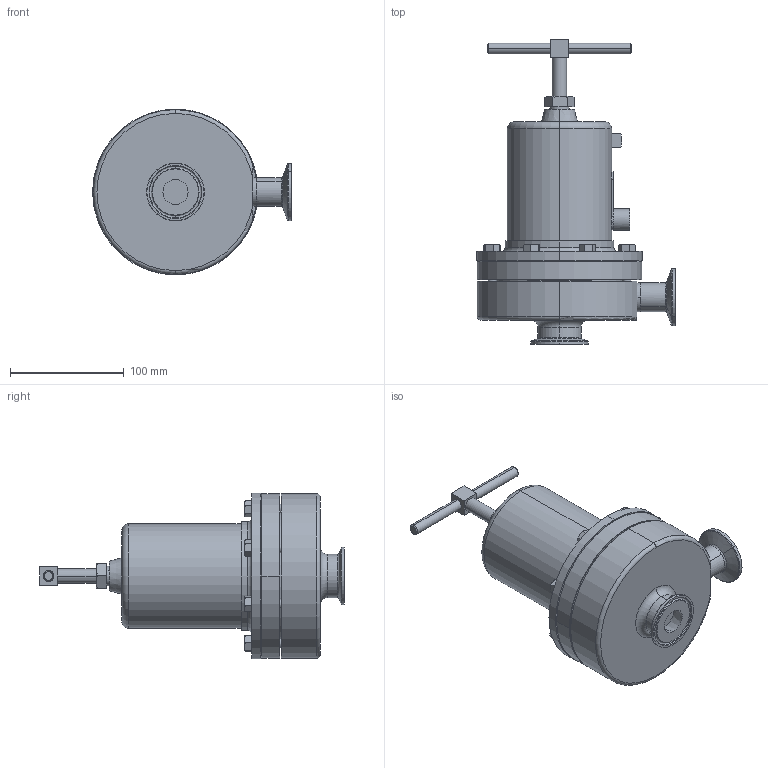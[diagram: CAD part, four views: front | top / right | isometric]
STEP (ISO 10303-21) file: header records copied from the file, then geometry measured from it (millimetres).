
FILE_DESCRIPTION (( 'STEP AP203' ), '1' );
FILE_NAME ('96AA-100.STEP', '2017-06-07T12:45:35', ( '' ), ( '' ), 'SwSTEP 2.0', 'SolidWorks 2014', '' );
FILE_SCHEMA (( 'CONFIG_CONTROL_DESIGN' ));
Length unit declared in the file: inch
Products named in the file (2): 96AA-100
Bounding box: 175.13 x 268.55 x 146.05 mm (x, y, z)
Volume: 1817328.3 mm3; surface area: 140833.4 mm2
Topology: 1 solids, 1 shells, 283 faces, 654 edges, 404 vertices
Faces by surface type: plane 99, cone 83, cylinder 76, torus 25
Entity records: 8779 total; most frequent: CARTESIAN_POINT 2111, DIRECTION 1406, ORIENTED_EDGE 1308, EDGE_CURVE 654, AXIS2_PLACEMENT_3D 579, VERTEX_POINT 404, EDGE_LOOP 346, CIRCLE 294
